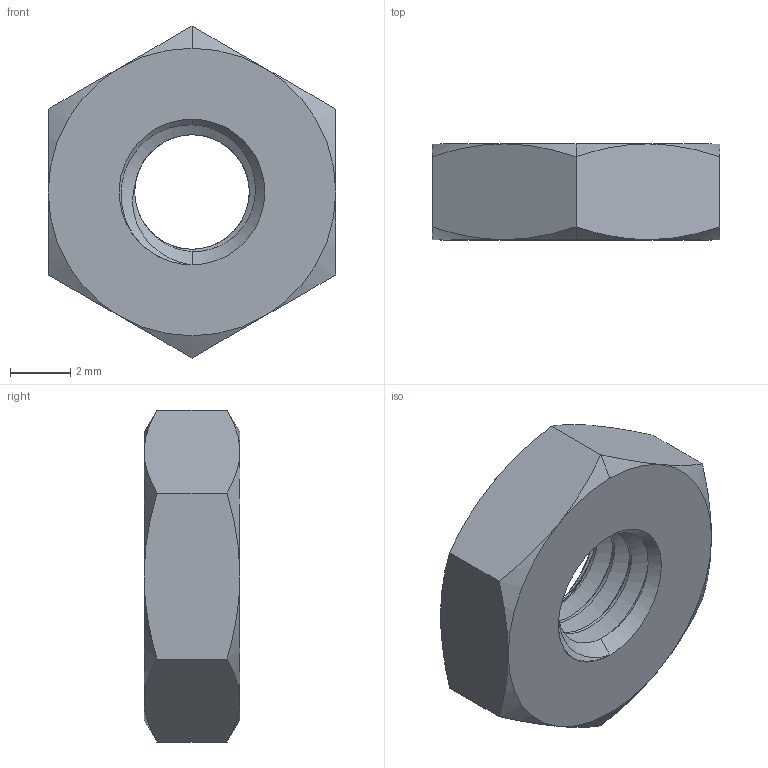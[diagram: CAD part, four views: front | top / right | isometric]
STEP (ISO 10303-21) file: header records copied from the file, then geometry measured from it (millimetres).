
FILE_DESCRIPTION (( 'STEP AP203' ), '1' );
FILE_NAME ('90480A195.step', '2015-02-23T17:38:37', ( '' ), ( '' ), 'SwSTEP 2.0', 'SolidWorks 2010', '' );
FILE_SCHEMA (( 'CONFIG_CONTROL_DESIGN' ));
Length unit declared in the file: inch
Products named in the file (1): 90480A195
Bounding box: 9.53 x 3.17 x 11 mm (x, y, z)
Volume: 199.6 mm3; surface area: 291.9 mm2
Topology: 1 solids, 1 shells, 40 faces, 94 edges, 56 vertices
Faces by surface type: cone 20, cylinder 9, plane 8, bspline 3
Entity records: 2052 total; most frequent: CARTESIAN_POINT 1181, ORIENTED_EDGE 188, DIRECTION 136, EDGE_CURVE 94, AXIS2_PLACEMENT_3D 58, VERTEX_POINT 56, EDGE_LOOP 42, FACE_OUTER_BOUND 40
